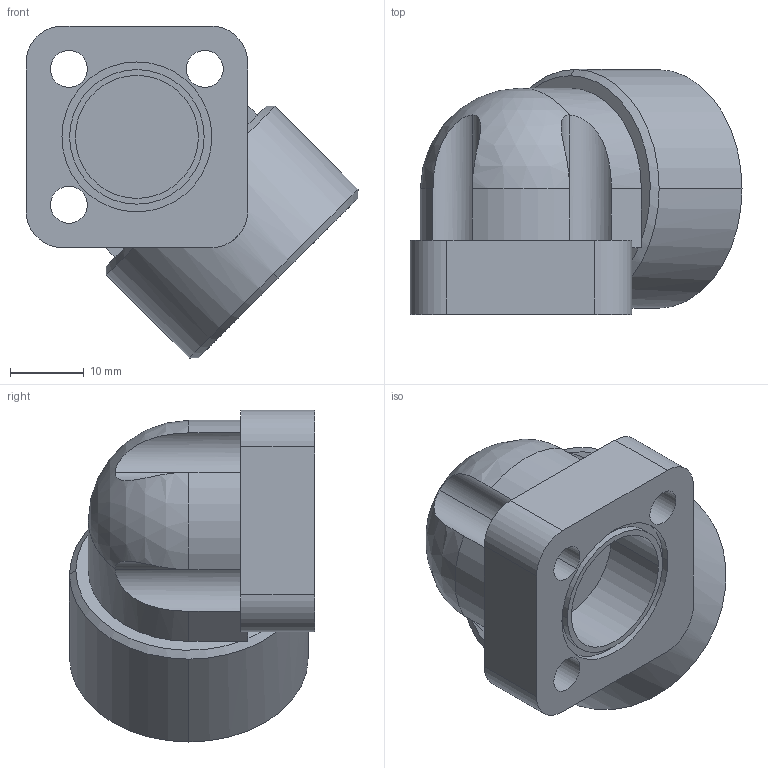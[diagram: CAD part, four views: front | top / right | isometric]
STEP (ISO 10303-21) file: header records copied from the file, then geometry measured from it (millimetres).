
FILE_DESCRIPTION(('STEP AP214'),'1');
FILE_NAME('b1-002.stp','2021-01-28T16:31:39',('TraceParts'),('TraceParts S.A.'),'Spatial InterOp 3D',' ',' ');
FILE_SCHEMA(('AUTOMOTIVE_DESIGN { 1 0 10303 214 1 1 1 1 }'));
Length unit declared in the file: millimetre
Products named in the file (1): b1-002
Bounding box: 44.91 x 33.15 x 44.91 mm (x, y, z)
Volume: 24230.6 mm3; surface area: 7772.4 mm2
Topology: 1 solids, 1 shells, 56 faces, 144 edges, 93 vertices
Faces by surface type: cylinder 29, plane 20, cone 6, sphere 1
Entity records: 1955 total; most frequent: CARTESIAN_POINT 520, DIRECTION 316, ORIENTED_EDGE 286, EDGE_CURVE 143, AXIS2_PLACEMENT_3D 125, VERTEX_POINT 93, EDGE_LOOP 66, LINE 66
